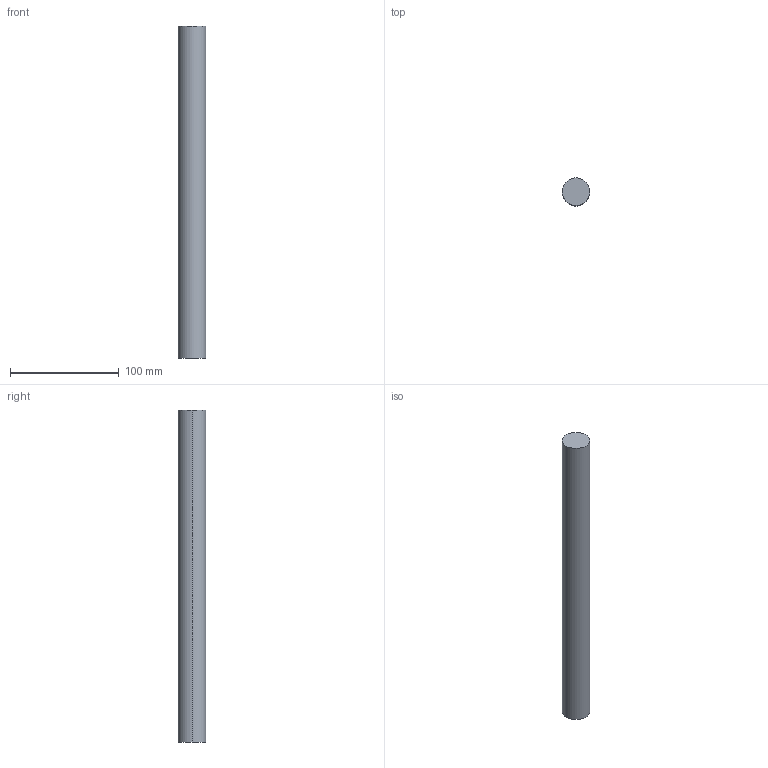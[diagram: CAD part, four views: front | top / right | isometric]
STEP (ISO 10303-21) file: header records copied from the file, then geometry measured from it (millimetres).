
FILE_DESCRIPTION (( 'STEP AP214' ), '1' );
FILE_NAME ('ShaftRailAssembly_9CEDDDFAA7.step', '2022-12-01T22:49:02', ( '' ), ( '' ), 'SwSTEP 2.0', 'SolidWorks 2019', '' );
FILE_SCHEMA (( 'AUTOMOTIVE_DESIGN' ));
Length unit declared in the file: inch
Products named in the file (3): nHrZ377Nbn_CADModel_0; ShaftRailAssembly_9CEDDDFAA7
Assembly tree (1 placements, depth 2):
  nHrZ377Nbn_CADModel_0
  ShaftRailAssembly_9CEDDDFAA7
    nHrZ377Nbn_CADModel_0
Bounding box: 25.4 x 25.4 x 304.8 mm (x, y, z)
Volume: 154444.4 mm3; surface area: 25335.4 mm2
Topology: 1 solids, 1 shells, 4 faces, 6 edges, 4 vertices
Faces by surface type: cylinder 2, plane 2
Entity records: 235 total; most frequent: DIRECTION 28, CARTESIAN_POINT 19, AXIS2_PLACEMENT_3D 13, ORIENTED_EDGE 12, LENGTH_MEASURE_WITH_UNIT 8, DIMENSIONAL_EXPONENTS 8, UNCERTAINTY_MEASURE_WITH_UNIT 8, SURFACE_STYLE_USAGE 6
